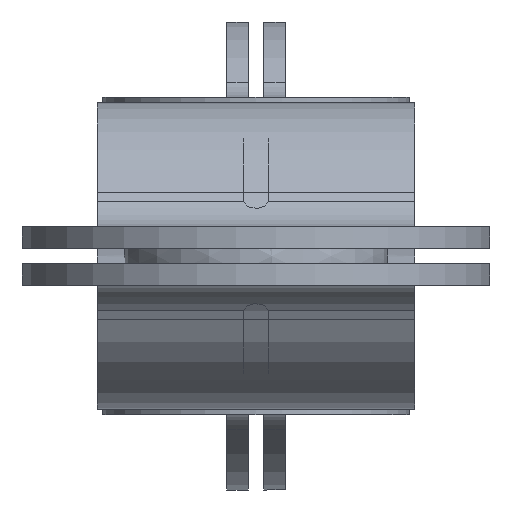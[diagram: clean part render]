
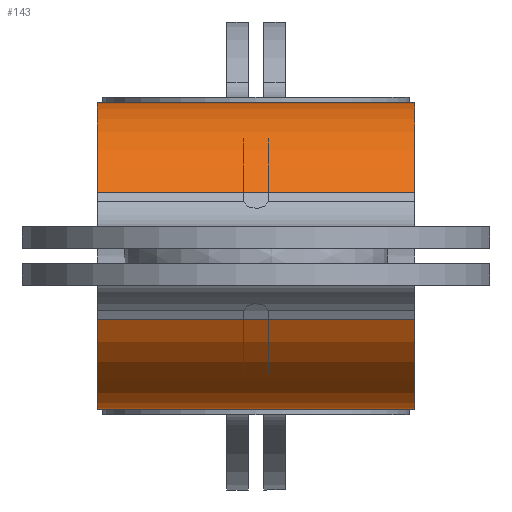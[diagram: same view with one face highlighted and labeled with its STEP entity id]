
A CAD part, left-side view. The second image highlights one B-rep face of the part: STEP entity #143.
In plain terms, the highlighted cylindrical face has radius 2.62 mm (diameter 5.24 mm), a partial arc.
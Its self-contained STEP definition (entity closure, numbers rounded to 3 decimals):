
#143 = ADVANCED_FACE( '', ( #315, #316 ), #317, .T. );
#315 = FACE_OUTER_BOUND( '', #506, .T. );
#316 = FACE_BOUND( '', #507, .T. );
#317 = CYLINDRICAL_SURFACE( '', #508, 2.62 );
#506 = EDGE_LOOP( '', ( #892, #893, #894, #895 ) );
#507 = EDGE_LOOP( '', ( #896 ) );
#508 = AXIS2_PLACEMENT_3D( '', #897, #898, #899 );
#892 = ORIENTED_EDGE( '', *, *, #1220, .F. );
#893 = ORIENTED_EDGE( '', *, *, #1189, .F. );
#894 = ORIENTED_EDGE( '', *, *, #1212, .F. );
#895 = ORIENTED_EDGE( '', *, *, #1166, .T. );
#896 = ORIENTED_EDGE( '', *, *, #1221, .F. );
#897 = CARTESIAN_POINT( '', ( 7.38, 5., 0. ) );
#898 = DIRECTION( '', ( 0., 1., 0. ) );
#899 = DIRECTION( '', ( 0., 0., -1. ) );
#1166 = EDGE_CURVE( '', #1422, #1427, #1429, .T. );
#1189 = EDGE_CURVE( '', #1456, #1458, #1459, .T. );
#1212 = EDGE_CURVE( '', #1422, #1456, #1486, .F. );
#1220 = EDGE_CURVE( '', #1458, #1427, #1496, .F. );
#1221 = EDGE_CURVE( '', #1497, #1497, #1498, .T. );
#1422 = VERTEX_POINT( '', #1797 );
#1427 = VERTEX_POINT( '', #1803 );
#1429 = LINE( '', #1805, #1806 );
#1456 = VERTEX_POINT( '', #1838 );
#1458 = VERTEX_POINT( '', #1840 );
#1459 = LINE( '', #1841, #1842 );
#1486 = CIRCLE( '', #1907, 2.62 );
#1496 = CIRCLE( '', #1928, 2.62 );
#1497 = VERTEX_POINT( '', #1929 );
#1498 = B_SPLINE_CURVE_WITH_KNOTS( '', 3, ( #1930, #1931, #1932, #1933, #1934, #1935, #1936, #1937, #1938, #1939, #1940, #1941, #1942, #1943, #1944, #1945, #1946, #1947 ), .UNSPECIFIED., .T., .F., ( 2, 2, 2, 2, 2, 2, 2, 2, 2, 2, 2 ), ( 0., 0., 0., 0.001, 0.001, 0.001, 0.002, 0.002, 0.002, 0.003, 0.003 ), .UNSPECIFIED. );
#1797 = CARTESIAN_POINT( '', ( 4.996, 2.71, 1.086 ) );
#1803 = CARTESIAN_POINT( '', ( 4.996, -2.71, 1.086 ) );
#1805 = CARTESIAN_POINT( '', ( 4.996, 5., 1.086 ) );
#1806 = VECTOR( '', #2165, 1000. );
#1838 = CARTESIAN_POINT( '', ( 4.996, 2.71, -1.086 ) );
#1840 = CARTESIAN_POINT( '', ( 4.996, -2.71, -1.086 ) );
#1841 = CARTESIAN_POINT( '', ( 4.996, 5., -1.086 ) );
#1842 = VECTOR( '', #2198, 1000. );
#1907 = AXIS2_PLACEMENT_3D( '', #2220, #2221, #2222 );
#1928 = AXIS2_PLACEMENT_3D( '', #2228, #2229, #2230 );
#1929 = CARTESIAN_POINT( '', ( 9.96, 0., -0.455 ) );
#1930 = CARTESIAN_POINT( '', ( 9.96, -0.12, -0.455 ) );
#1931 = CARTESIAN_POINT( '', ( 9.96, 0.12, -0.455 ) );
#1932 = CARTESIAN_POINT( '', ( 9.97, 0.238, -0.405 ) );
#1933 = CARTESIAN_POINT( '', ( 9.991, 0.406, -0.238 ) );
#1934 = CARTESIAN_POINT( '', ( 10., 0.455, -0.119 ) );
#1935 = CARTESIAN_POINT( '', ( 10., 0.455, 0.119 ) );
#1936 = CARTESIAN_POINT( '', ( 9.991, 0.407, 0.237 ) );
#1937 = CARTESIAN_POINT( '', ( 9.97, 0.237, 0.406 ) );
#1938 = CARTESIAN_POINT( '', ( 9.96, 0.119, 0.455 ) );
#1939 = CARTESIAN_POINT( '', ( 9.96, -0.119, 0.455 ) );
#1940 = CARTESIAN_POINT( '', ( 9.97, -0.237, 0.406 ) );
#1941 = CARTESIAN_POINT( '', ( 9.991, -0.405, 0.238 ) );
#1942 = CARTESIAN_POINT( '', ( 10., -0.455, 0.121 ) );
#1943 = CARTESIAN_POINT( '', ( 10., -0.455, -0.12 ) );
#1944 = CARTESIAN_POINT( '', ( 9.991, -0.406, -0.238 ) );
#1945 = CARTESIAN_POINT( '', ( 9.97, -0.238, -0.405 ) );
#1946 = CARTESIAN_POINT( '', ( 9.96, -0.12, -0.455 ) );
#1947 = CARTESIAN_POINT( '', ( 9.96, 0.12, -0.455 ) );
#2165 = DIRECTION( '', ( 0., -1., 0. ) );
#2198 = DIRECTION( '', ( 0., -1., 0. ) );
#2220 = CARTESIAN_POINT( '', ( 7.38, 2.71, 0. ) );
#2221 = DIRECTION( '', ( 0., -1., 0. ) );
#2222 = DIRECTION( '', ( 0., 0., -1. ) );
#2228 = CARTESIAN_POINT( '', ( 7.38, -2.71, 0. ) );
#2229 = DIRECTION( '', ( 0., 1., 0. ) );
#2230 = DIRECTION( '', ( -1., 0., 0. ) );
